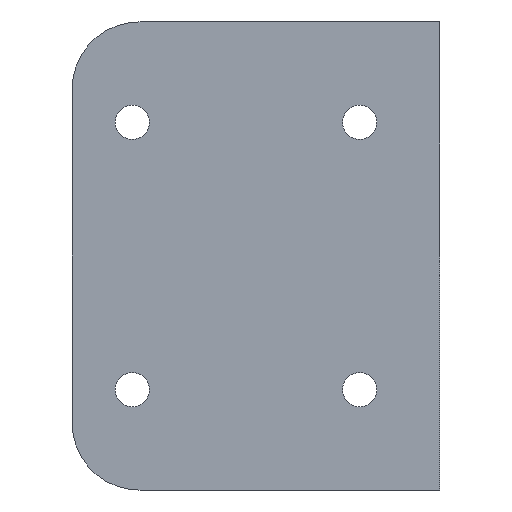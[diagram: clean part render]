
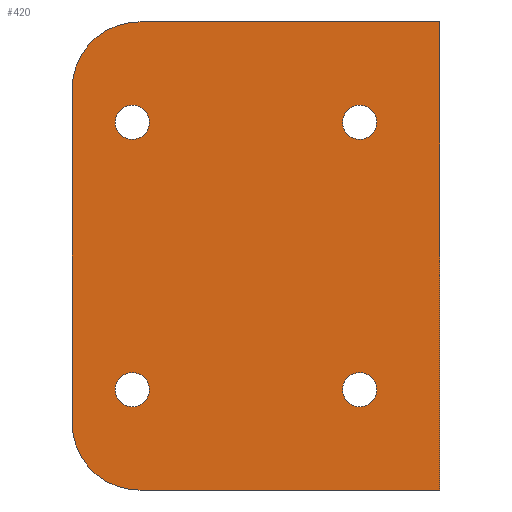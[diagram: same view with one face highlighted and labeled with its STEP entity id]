
A CAD part, left-side view. The second image highlights one B-rep face of the part: STEP entity #420.
In plain terms, the highlighted planar face has unit normal (-1, 0, 0).
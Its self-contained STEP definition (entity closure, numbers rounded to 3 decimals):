
#4 = CARTESIAN_POINT ( 'NONE',  ( 0., -18., -34.9 ) ) ;
#14 = CIRCLE ( 'NONE', #422, 5.1 ) ;
#26 = ORIENTED_EDGE ( 'NONE', *, *, #1542, .T. ) ;
#30 = EDGE_CURVE ( 'NONE', #969, #559, #142, .T. ) ;
#37 = AXIS2_PLACEMENT_3D ( 'NONE', #1407, #664, #672 ) ;
#49 = CARTESIAN_POINT ( 'NONE',  ( 0., -20., 50. ) ) ;
#54 = EDGE_LOOP ( 'NONE', ( #496, #1489 ) ) ;
#62 = EDGE_LOOP ( 'NONE', ( #134, #1180, #1437, #1552, #1182, #1165 ) ) ;
#88 = EDGE_LOOP ( 'NONE', ( #1563, #26 ) ) ;
#90 = CARTESIAN_POINT ( 'NONE',  ( 0., -20., -70. ) ) ;
#92 = EDGE_CURVE ( 'NONE', #1482, #1486, #703, .T. ) ;
#95 = AXIS2_PLACEMENT_3D ( 'NONE', #798, #602, #1086 ) ;
#118 = CIRCLE ( 'NONE', #1224, 20. ) ;
#134 = ORIENTED_EDGE ( 'NONE', *, *, #757, .T. ) ;
#142 = CIRCLE ( 'NONE', #756, 5.1 ) ;
#151 = EDGE_LOOP ( 'NONE', ( #267, #824 ) ) ;
#156 = CARTESIAN_POINT ( 'NONE',  ( 0., -110., 70. ) ) ;
#161 = EDGE_CURVE ( 'NONE', #1486, #1482, #1168, .T. ) ;
#164 = DIRECTION ( 'NONE',  ( 1., 0., 0. ) ) ;
#187 = DIRECTION ( 'NONE',  ( 0., 1., 0. ) ) ;
#194 = CIRCLE ( 'NONE', #37, 5.1 ) ;
#195 = DIRECTION ( 'NONE',  ( 1., 0., 0. ) ) ;
#203 = CARTESIAN_POINT ( 'NONE',  ( 0., -18., 40. ) ) ;
#214 = CARTESIAN_POINT ( 'NONE',  ( 0., -86., -34.9 ) ) ;
#215 = CARTESIAN_POINT ( 'NONE',  ( 0., -20., -50. ) ) ;
#234 = EDGE_CURVE ( 'NONE', #1301, #1291, #245, .T. ) ;
#239 = DIRECTION ( 'NONE',  ( 0., 1., 0. ) ) ;
#245 = LINE ( 'NONE', #156, #650 ) ;
#247 = AXIS2_PLACEMENT_3D ( 'NONE', #782, #164, #1169 ) ;
#252 = CIRCLE ( 'NONE', #1147, 20. ) ;
#267 = ORIENTED_EDGE ( 'NONE', *, *, #372, .T. ) ;
#292 = EDGE_LOOP ( 'NONE', ( #348, #1003 ) ) ;
#300 = DIRECTION ( 'NONE',  ( 0., 1., 0. ) ) ;
#314 = CARTESIAN_POINT ( 'NONE',  ( 0., -18., 40. ) ) ;
#316 = CARTESIAN_POINT ( 'NONE',  ( 0., -86., 40. ) ) ;
#327 = VECTOR ( 'NONE', #850, 1000. ) ;
#348 = ORIENTED_EDGE ( 'NONE', *, *, #92, .T. ) ;
#352 = PLANE ( 'NONE',  #1112 ) ;
#372 = EDGE_CURVE ( 'NONE', #931, #447, #194, .T. ) ;
#376 = VERTEX_POINT ( 'NONE', #553 ) ;
#420 = ADVANCED_FACE ( 'NONE', ( #821, #925, #1184, #937, #592 ), #352, .F. ) ;
#422 = AXIS2_PLACEMENT_3D ( 'NONE', #314, #195, #1142 ) ;
#424 = CARTESIAN_POINT ( 'NONE',  ( 0., -18., -45.1 ) ) ;
#447 = VERTEX_POINT ( 'NONE', #214 ) ;
#496 = ORIENTED_EDGE ( 'NONE', *, *, #1248, .T. ) ;
#509 = DIRECTION ( 'NONE',  ( 1., 0., 0. ) ) ;
#524 = DIRECTION ( 'NONE',  ( 1., 0., 0. ) ) ;
#548 = CARTESIAN_POINT ( 'NONE',  ( 0., -110., -70. ) ) ;
#553 = CARTESIAN_POINT ( 'NONE',  ( 0., -18., 34.9 ) ) ;
#554 = DIRECTION ( 'NONE',  ( -1., 0., 0. ) ) ;
#559 = VERTEX_POINT ( 'NONE', #4 ) ;
#592 = FACE_OUTER_BOUND ( 'NONE', #62, .T. ) ;
#602 = DIRECTION ( 'NONE',  ( 1., 0., 0. ) ) ;
#650 = VECTOR ( 'NONE', #1484, 1000. ) ;
#664 = DIRECTION ( 'NONE',  ( 1., 0., 0. ) ) ;
#666 = EDGE_CURVE ( 'NONE', #447, #931, #1146, .T. ) ;
#672 = DIRECTION ( 'NONE',  ( 0., 1., 0. ) ) ;
#680 = VERTEX_POINT ( 'NONE', #699 ) ;
#699 = CARTESIAN_POINT ( 'NONE',  ( 0., -20., 70. ) ) ;
#701 = CARTESIAN_POINT ( 'NONE',  ( 0., -86., 34.9 ) ) ;
#703 = CIRCLE ( 'NONE', #247, 5.1 ) ;
#716 = CARTESIAN_POINT ( 'NONE',  ( 0., -18., 45.1 ) ) ;
#724 = LINE ( 'NONE', #1079, #1420 ) ;
#727 = CARTESIAN_POINT ( 'NONE',  ( 0., -86., 45.1 ) ) ;
#756 = AXIS2_PLACEMENT_3D ( 'NONE', #1116, #509, #1000 ) ;
#757 = EDGE_CURVE ( 'NONE', #1569, #1303, #724, .T. ) ;
#782 = CARTESIAN_POINT ( 'NONE',  ( 0., -86., 40. ) ) ;
#798 = CARTESIAN_POINT ( 'NONE',  ( 0., -86., -40. ) ) ;
#819 = CARTESIAN_POINT ( 'NONE',  ( 0., 0., 70. ) ) ;
#821 = FACE_BOUND ( 'NONE', #54, .T. ) ;
#824 = ORIENTED_EDGE ( 'NONE', *, *, #666, .T. ) ;
#834 = CARTESIAN_POINT ( 'NONE',  ( 0., 0., 70. ) ) ;
#850 = DIRECTION ( 'NONE',  ( 0., -1., 0. ) ) ;
#878 = AXIS2_PLACEMENT_3D ( 'NONE', #316, #1392, #300 ) ;
#910 = DIRECTION ( 'NONE',  ( 0., 1., 0. ) ) ;
#923 = CARTESIAN_POINT ( 'NONE',  ( 0., -110., 70. ) ) ;
#925 = FACE_BOUND ( 'NONE', #88, .T. ) ;
#931 = VERTEX_POINT ( 'NONE', #1360 ) ;
#937 = FACE_BOUND ( 'NONE', #292, .T. ) ;
#968 = VECTOR ( 'NONE', #1039, 1000. ) ;
#969 = VERTEX_POINT ( 'NONE', #424 ) ;
#977 = EDGE_CURVE ( 'NONE', #680, #1569, #118, .T. ) ;
#979 = LINE ( 'NONE', #1099, #327 ) ;
#985 = CARTESIAN_POINT ( 'NONE',  ( 0., -18., -40. ) ) ;
#1000 = DIRECTION ( 'NONE',  ( 0., 1., 0. ) ) ;
#1003 = ORIENTED_EDGE ( 'NONE', *, *, #161, .T. ) ;
#1022 = EDGE_CURVE ( 'NONE', #1189, #376, #14, .T. ) ;
#1039 = DIRECTION ( 'NONE',  ( 0., -1., 0. ) ) ;
#1047 = DIRECTION ( 'NONE',  ( 1., 0., 0. ) ) ;
#1079 = CARTESIAN_POINT ( 'NONE',  ( 0., 0., 70. ) ) ;
#1086 = DIRECTION ( 'NONE',  ( 0., 1., 0. ) ) ;
#1099 = CARTESIAN_POINT ( 'NONE',  ( 0., 0., -70. ) ) ;
#1109 = CARTESIAN_POINT ( 'NONE',  ( 0., 0., 50. ) ) ;
#1112 = AXIS2_PLACEMENT_3D ( 'NONE', #834, #1564, #1215 ) ;
#1116 = CARTESIAN_POINT ( 'NONE',  ( 0., -18., -40. ) ) ;
#1120 = DIRECTION ( 'NONE',  ( 0., 1., 0. ) ) ;
#1131 = VERTEX_POINT ( 'NONE', #90 ) ;
#1142 = DIRECTION ( 'NONE',  ( 0., 1., 0. ) ) ;
#1146 = CIRCLE ( 'NONE', #95, 5.1 ) ;
#1147 = AXIS2_PLACEMENT_3D ( 'NONE', #215, #1449, #239 ) ;
#1165 = ORIENTED_EDGE ( 'NONE', *, *, #977, .T. ) ;
#1168 = CIRCLE ( 'NONE', #878, 5.1 ) ;
#1169 = DIRECTION ( 'NONE',  ( 0., 1., 0. ) ) ;
#1172 = EDGE_CURVE ( 'NONE', #1303, #1131, #252, .T. ) ;
#1180 = ORIENTED_EDGE ( 'NONE', *, *, #1172, .T. ) ;
#1182 = ORIENTED_EDGE ( 'NONE', *, *, #1333, .F. ) ;
#1184 = FACE_BOUND ( 'NONE', #151, .T. ) ;
#1189 = VERTEX_POINT ( 'NONE', #716 ) ;
#1215 = DIRECTION ( 'NONE',  ( 0., 1., 0. ) ) ;
#1224 = AXIS2_PLACEMENT_3D ( 'NONE', #49, #554, #187 ) ;
#1226 = AXIS2_PLACEMENT_3D ( 'NONE', #985, #524, #1120 ) ;
#1248 = EDGE_CURVE ( 'NONE', #376, #1189, #1373, .T. ) ;
#1291 = VERTEX_POINT ( 'NONE', #548 ) ;
#1301 = VERTEX_POINT ( 'NONE', #923 ) ;
#1303 = VERTEX_POINT ( 'NONE', #1412 ) ;
#1333 = EDGE_CURVE ( 'NONE', #680, #1301, #1518, .T. ) ;
#1360 = CARTESIAN_POINT ( 'NONE',  ( 0., -86., -45.1 ) ) ;
#1373 = CIRCLE ( 'NONE', #1424, 5.1 ) ;
#1392 = DIRECTION ( 'NONE',  ( 1., 0., 0. ) ) ;
#1407 = CARTESIAN_POINT ( 'NONE',  ( 0., -86., -40. ) ) ;
#1412 = CARTESIAN_POINT ( 'NONE',  ( 0., 0., -50. ) ) ;
#1420 = VECTOR ( 'NONE', #1583, 1000. ) ;
#1424 = AXIS2_PLACEMENT_3D ( 'NONE', #203, #1047, #910 ) ;
#1437 = ORIENTED_EDGE ( 'NONE', *, *, #1478, .T. ) ;
#1449 = DIRECTION ( 'NONE',  ( -1., 0., 0. ) ) ;
#1473 = CIRCLE ( 'NONE', #1226, 5.1 ) ;
#1478 = EDGE_CURVE ( 'NONE', #1131, #1291, #979, .T. ) ;
#1482 = VERTEX_POINT ( 'NONE', #701 ) ;
#1484 = DIRECTION ( 'NONE',  ( 0., 0., -1. ) ) ;
#1486 = VERTEX_POINT ( 'NONE', #727 ) ;
#1489 = ORIENTED_EDGE ( 'NONE', *, *, #1022, .T. ) ;
#1518 = LINE ( 'NONE', #819, #968 ) ;
#1542 = EDGE_CURVE ( 'NONE', #559, #969, #1473, .T. ) ;
#1552 = ORIENTED_EDGE ( 'NONE', *, *, #234, .F. ) ;
#1563 = ORIENTED_EDGE ( 'NONE', *, *, #30, .T. ) ;
#1564 = DIRECTION ( 'NONE',  ( 1., 0., 0. ) ) ;
#1569 = VERTEX_POINT ( 'NONE', #1109 ) ;
#1583 = DIRECTION ( 'NONE',  ( 0., 0., -1. ) ) ;
